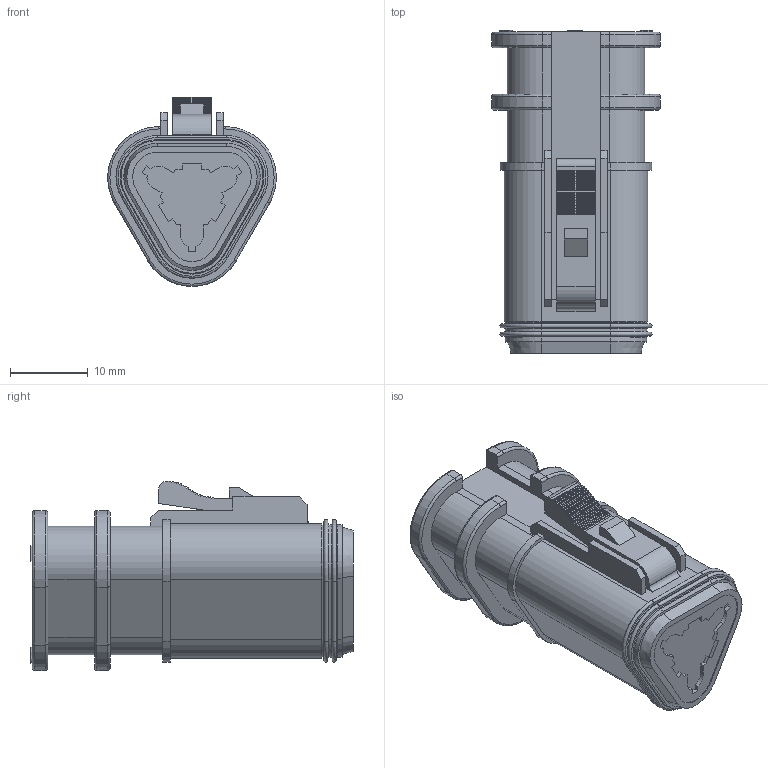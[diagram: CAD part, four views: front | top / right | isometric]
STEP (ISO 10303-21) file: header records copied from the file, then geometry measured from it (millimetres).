
FILE_DESCRIPTION((''),'2;1');
FILE_NAME('PL000624-XXX','2018-08-30T',('sullen.zhang'),(''),'PRO/ENGINEER BY PARAMETRIC TECHNOLOGY CORPORATION, 2016360','PRO/ENGINEER BY PARAMETRIC TECHNOLOGY CORPORATION, 2016360','');
FILE_SCHEMA(('CONFIG_CONTROL_DESIGN'));
Length unit declared in the file: millimetre
Products named in the file (1): PL000624-XXX
Bounding box: 21.65 x 41.4 x 24.23 mm (x, y, z)
Volume: 9709.3 mm3; surface area: 4034.7 mm2
Topology: 1 solids, 1 shells, 867 faces, 2361 edges, 1550 vertices
Faces by surface type: plane 496, extrusion 213, cylinder 110, torus 30, sphere 12, cone 6
Entity records: 27812 total; most frequent: CARTESIAN_POINT 6484, ORIENTED_EDGE 4698, DIRECTION 3733, EDGE_CURVE 2349, VECTOR 1847, LINE 1634, VERTEX_POINT 1550, AXIS2_PLACEMENT_3D 943
